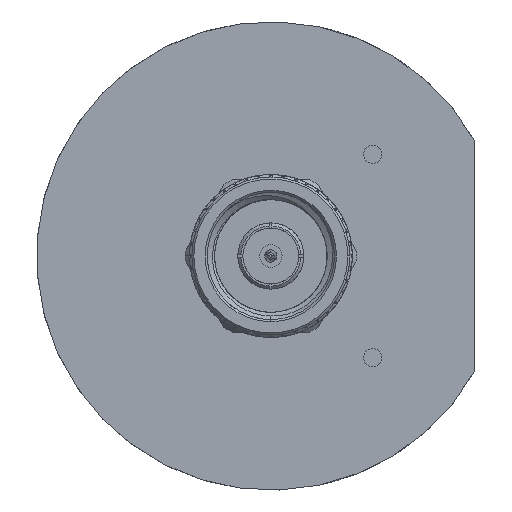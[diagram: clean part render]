
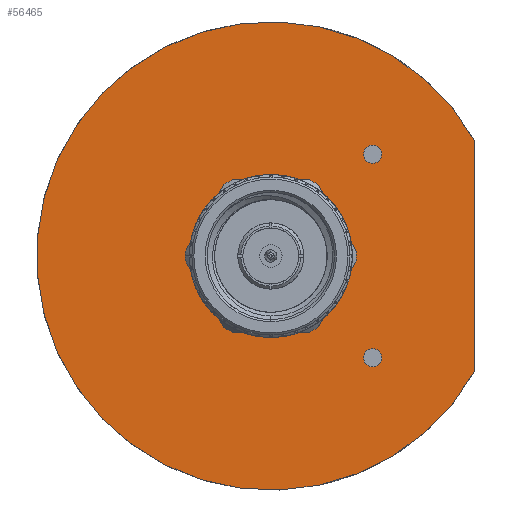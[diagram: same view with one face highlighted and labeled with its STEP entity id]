
A CAD part, left-side view. The second image highlights one B-rep face of the part: STEP entity #56465.
In plain terms, the highlighted planar face has unit normal (-1, 0, 0).
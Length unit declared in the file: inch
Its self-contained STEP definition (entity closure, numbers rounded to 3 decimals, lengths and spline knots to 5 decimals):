
#2 = VERTEX_POINT ( 'NONE', #29729 ) ;
#1305 = VERTEX_POINT ( 'NONE', #1575 ) ;
#1389 = CARTESIAN_POINT ( 'NONE',  ( -1.335, -0.5, 0.5 ) ) ;
#1575 = CARTESIAN_POINT ( 'NONE',  ( -1.335, -0.5, 0.5445 ) ) ;
#2387 = DIRECTION ( 'NONE',  ( 0., -1., 0. ) ) ;
#3317 = DIRECTION ( 'NONE',  ( 0., 0., 1. ) ) ;
#3318 = VERTEX_POINT ( 'NONE', #27916 ) ;
#4311 = VERTEX_POINT ( 'NONE', #19739 ) ;
#4367 = DIRECTION ( 'NONE',  ( 0., -1., 0. ) ) ;
#7273 = VERTEX_POINT ( 'NONE', #31373 ) ;
#7338 = EDGE_CURVE ( 'NONE', #17749, #26540, #14259, .T. ) ;
#7459 = DIRECTION ( 'NONE',  ( -1., 0., 0. ) ) ;
#7573 = CARTESIAN_POINT ( 'NONE',  ( -1.335, 0., 0. ) ) ;
#7685 = CARTESIAN_POINT ( 'NONE',  ( -1.335, -0.5, -0.5 ) ) ;
#9317 = EDGE_CURVE ( 'NONE', #1305, #2, #26733, .T. ) ;
#9448 = CIRCLE ( 'NONE', #60522, 0.14906 ) ;
#9960 = CARTESIAN_POINT ( 'NONE',  ( -1.335, -0.5, -0.5445 ) ) ;
#10298 = FACE_OUTER_BOUND ( 'NONE', #13677, .T. ) ;
#12323 = DIRECTION ( 'NONE',  ( 0., 0., 1. ) ) ;
#12623 = LINE ( 'NONE', #16673, #58058 ) ;
#12671 = EDGE_CURVE ( 'NONE', #3318, #7273, #12623, .T. ) ;
#13677 = EDGE_LOOP ( 'NONE', ( #34588, #34966 ) ) ;
#13766 = ORIENTED_EDGE ( 'NONE', *, *, #39904, .F. ) ;
#14259 = CIRCLE ( 'NONE', #44188, 0.0445 ) ;
#16673 = CARTESIAN_POINT ( 'NONE',  ( -1.335, -1., 0. ) ) ;
#16890 = VERTEX_POINT ( 'NONE', #50540 ) ;
#17749 = VERTEX_POINT ( 'NONE', #33568 ) ;
#18146 = CIRCLE ( 'NONE', #56634, 1.15 ) ;
#18580 = CARTESIAN_POINT ( 'NONE',  ( -1.335, 0., 0. ) ) ;
#19437 = CARTESIAN_POINT ( 'NONE',  ( -1.335, -0.5, 0.5 ) ) ;
#19642 = EDGE_CURVE ( 'NONE', #3318, #7273, #18146, .T. ) ;
#19739 = CARTESIAN_POINT ( 'NONE',  ( -1.335, 0.14906, 0. ) ) ;
#20049 = DIRECTION ( 'NONE',  ( 0., 0., 1. ) ) ;
#21287 = AXIS2_PLACEMENT_3D ( 'NONE', #35777, #40451, #12323 ) ;
#22682 = AXIS2_PLACEMENT_3D ( 'NONE', #19437, #57515, #20049 ) ;
#22750 = CIRCLE ( 'NONE', #57821, 0.0445 ) ;
#23851 = ORIENTED_EDGE ( 'NONE', *, *, #47464, .F. ) ;
#24083 = DIRECTION ( 'NONE',  ( 0., 0., 1. ) ) ;
#25509 = EDGE_LOOP ( 'NONE', ( #54976, #13766 ) ) ;
#26540 = VERTEX_POINT ( 'NONE', #9960 ) ;
#26644 = DIRECTION ( 'NONE',  ( 0., -1., 0. ) ) ;
#26733 = CIRCLE ( 'NONE', #22682, 0.0445 ) ;
#27661 = CIRCLE ( 'NONE', #21287, 0.0445 ) ;
#27916 = CARTESIAN_POINT ( 'NONE',  ( -1.335, -1., 0.56789 ) ) ;
#28102 = DIRECTION ( 'NONE',  ( -1., 0., 0. ) ) ;
#29729 = CARTESIAN_POINT ( 'NONE',  ( -1.335, -0.5, 0.4555 ) ) ;
#30568 = AXIS2_PLACEMENT_3D ( 'NONE', #60552, #28102, #4367 ) ;
#30740 = ORIENTED_EDGE ( 'NONE', *, *, #39480, .F. ) ;
#31373 = CARTESIAN_POINT ( 'NONE',  ( -1.335, -1., -0.56789 ) ) ;
#33568 = CARTESIAN_POINT ( 'NONE',  ( -1.335, -0.5, -0.4555 ) ) ;
#34588 = ORIENTED_EDGE ( 'NONE', *, *, #12671, .F. ) ;
#34966 = ORIENTED_EDGE ( 'NONE', *, *, #19642, .T. ) ;
#35777 = CARTESIAN_POINT ( 'NONE',  ( -1.335, -0.5, -0.5 ) ) ;
#36726 = FACE_BOUND ( 'NONE', #50434, .T. ) ;
#38892 = FACE_BOUND ( 'NONE', #57686, .T. ) ;
#39009 = AXIS2_PLACEMENT_3D ( 'NONE', #7573, #53944, #2387 ) ;
#39480 = EDGE_CURVE ( 'NONE', #16890, #4311, #9448, .T. ) ;
#39904 = EDGE_CURVE ( 'NONE', #2, #1305, #22750, .T. ) ;
#40451 = DIRECTION ( 'NONE',  ( -1., 0., 0. ) ) ;
#41822 = DIRECTION ( 'NONE',  ( 0., -1., 0. ) ) ;
#44188 = AXIS2_PLACEMENT_3D ( 'NONE', #7685, #50154, #3317 ) ;
#46339 = DIRECTION ( 'NONE',  ( -1., 0., 0. ) ) ;
#46461 = CIRCLE ( 'NONE', #39009, 0.14906 ) ;
#46976 = FACE_BOUND ( 'NONE', #25509, .T. ) ;
#47464 = EDGE_CURVE ( 'NONE', #26540, #17749, #27661, .T. ) ;
#48901 = DIRECTION ( 'NONE',  ( 0., 0., -1. ) ) ;
#50154 = DIRECTION ( 'NONE',  ( -1., 0., 0. ) ) ;
#50434 = EDGE_LOOP ( 'NONE', ( #56891, #23851 ) ) ;
#50540 = CARTESIAN_POINT ( 'NONE',  ( -1.335, -0.14906, 0. ) ) ;
#51186 = PLANE ( 'NONE',  #30568 ) ;
#52595 = EDGE_CURVE ( 'NONE', #4311, #16890, #46461, .T. ) ;
#53353 = ORIENTED_EDGE ( 'NONE', *, *, #52595, .F. ) ;
#53944 = DIRECTION ( 'NONE',  ( -1., 0., 0. ) ) ;
#54623 = CARTESIAN_POINT ( 'NONE',  ( -1.335, 0., 0. ) ) ;
#54976 = ORIENTED_EDGE ( 'NONE', *, *, #9317, .F. ) ;
#56465 = ADVANCED_FACE ( 'NONE', ( #46976, #36726, #10298, #38892 ), #51186, .T. ) ;
#56634 = AXIS2_PLACEMENT_3D ( 'NONE', #54623, #7459, #26644 ) ;
#56891 = ORIENTED_EDGE ( 'NONE', *, *, #7338, .F. ) ;
#56999 = DIRECTION ( 'NONE',  ( -1., 0., 0. ) ) ;
#57515 = DIRECTION ( 'NONE',  ( -1., 0., 0. ) ) ;
#57686 = EDGE_LOOP ( 'NONE', ( #30740, #53353 ) ) ;
#57821 = AXIS2_PLACEMENT_3D ( 'NONE', #1389, #56999, #24083 ) ;
#58058 = VECTOR ( 'NONE', #48901, 39.37008 ) ;
#60522 = AXIS2_PLACEMENT_3D ( 'NONE', #18580, #46339, #41822 ) ;
#60552 = CARTESIAN_POINT ( 'NONE',  ( -1.335, 0., 0. ) ) ;
